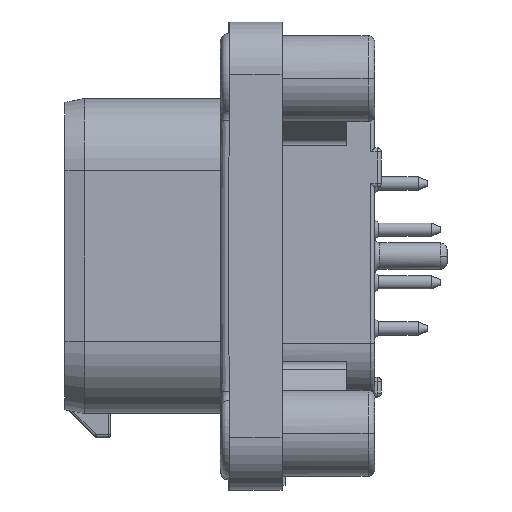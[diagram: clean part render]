
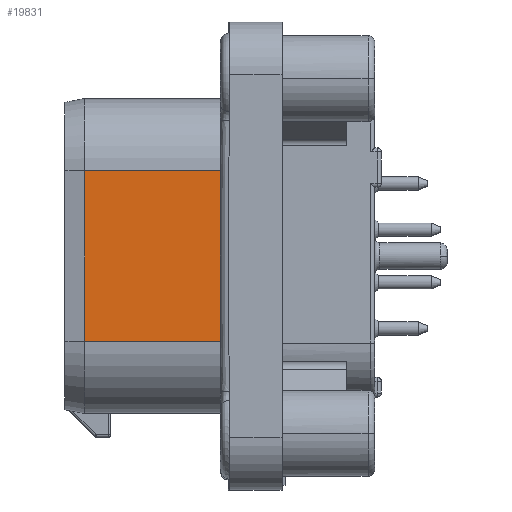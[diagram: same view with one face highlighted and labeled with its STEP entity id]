
A CAD part, left-side view. The second image highlights one B-rep face of the part: STEP entity #19831.
In plain terms, the highlighted planar face has unit normal (-1, 0, 0).
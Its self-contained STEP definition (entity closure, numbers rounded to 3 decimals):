
#2792=DIRECTION('',(0.,1.,0.));
#2793=VECTOR('',#2792,11.);
#2794=CARTESIAN_POINT('',(-14.5,0.,6.45));
#2795=LINE('',#2794,#2793);
#2800=DIRECTION('',(0.,0.,-1.));
#2801=VECTOR('',#2800,12.9);
#2802=CARTESIAN_POINT('',(-14.5,0.,6.45));
#2803=LINE('',#2802,#2801);
#2808=DIRECTION('',(0.,-1.,0.));
#2809=VECTOR('',#2808,11.);
#2810=CARTESIAN_POINT('',(-14.5,11.,
-6.45));
#2811=LINE('',#2810,#2809);
#2995=DIRECTION('',(0.,0.,-1.));
#2996=VECTOR('',#2995,12.9);
#2997=CARTESIAN_POINT('',(-14.5,11.,6.45));
#2998=LINE('',#2997,#2996);
#14143=CARTESIAN_POINT('',(-14.5,0.,-6.45));
#14144=VERTEX_POINT('',#14143);
#14145=CARTESIAN_POINT('',(-14.5,0.,6.45));
#14146=VERTEX_POINT('',#14145);
#14227=CARTESIAN_POINT('',(-14.5,11.,
6.45));
#14228=VERTEX_POINT('',#14227);
#14229=CARTESIAN_POINT('',(-14.5,11.,
-6.45));
#14230=VERTEX_POINT('',#14229);
#19818=CARTESIAN_POINT('',(-14.5,5.,0.));
#19819=DIRECTION('',(1.,0.,0.));
#19820=DIRECTION('',(0.,0.,1.));
#19821=AXIS2_PLACEMENT_3D('',#19818,#19819,#19820);
#19822=PLANE('',#19821);
#19823=ORIENTED_EDGE('',*,*,#18784,.T.);
#19825=ORIENTED_EDGE('',*,*,#19824,.F.);
#19827=ORIENTED_EDGE('',*,*,#19826,.F.);
#19828=ORIENTED_EDGE('',*,*,#19810,.F.);
#19829=EDGE_LOOP('',(#19823,#19825,#19827,#19828));
#19830=FACE_OUTER_BOUND('',#19829,.F.);
#19831=ADVANCED_FACE('',(#19830),#19822,.F.);
#18784=EDGE_CURVE('',#14146,#14144,#2803,.T.);
#19810=EDGE_CURVE('',#14146,#14228,#2795,.T.);
#19824=EDGE_CURVE('',#14230,#14144,#2811,.T.);
#19826=EDGE_CURVE('',#14228,#14230,#2998,.T.);
